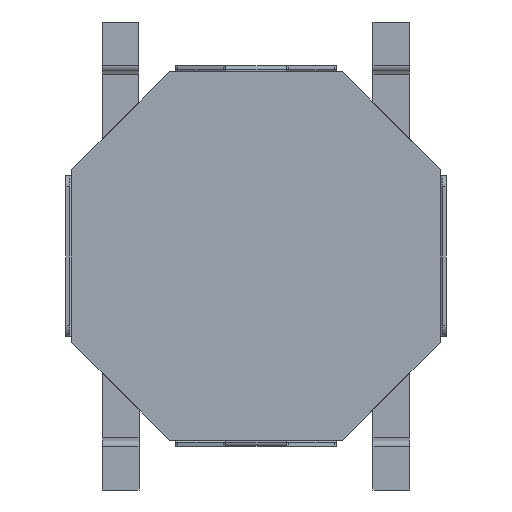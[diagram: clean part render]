
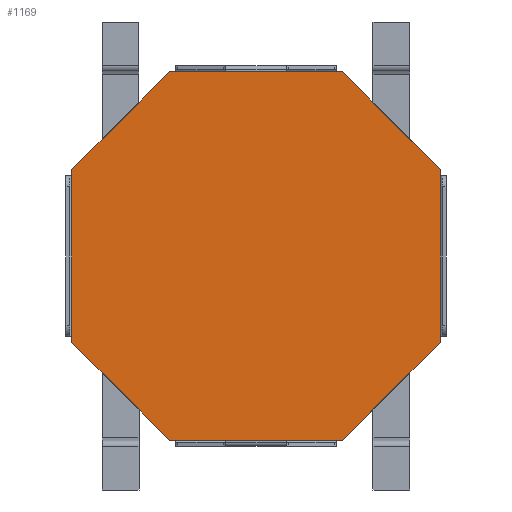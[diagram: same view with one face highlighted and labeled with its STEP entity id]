
A CAD part, front view. The second image highlights one B-rep face of the part: STEP entity #1169.
In plain terms, the highlighted planar face has unit normal (0, -1, 0).
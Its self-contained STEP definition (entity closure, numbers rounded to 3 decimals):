
#91 = EDGE_CURVE ( 'NONE', #2798, #3066, #2317, .T. ) ;
#130 = EDGE_CURVE ( 'NONE', #557, #2625, #1922, .T. ) ;
#141 = ORIENTED_EDGE ( 'NONE', *, *, #4719, .T. ) ;
#166 = CARTESIAN_POINT ( 'NONE',  ( 0., -0.5, 0. ) ) ;
#197 = ORIENTED_EDGE ( 'NONE', *, *, #4391, .T. ) ;
#319 = DIRECTION ( 'NONE',  ( 0., 0., 1. ) ) ;
#406 = VERTEX_POINT ( 'NONE', #3024 ) ;
#516 = AXIS2_PLACEMENT_3D ( 'NONE', #166, #1474, #319 ) ;
#534 = VECTOR ( 'NONE', #2966, 1000. ) ;
#557 = VERTEX_POINT ( 'NONE', #3964 ) ;
#625 = CARTESIAN_POINT ( 'NONE',  ( -1.18, -0.5, 2.52 ) ) ;
#684 = CARTESIAN_POINT ( 'NONE',  ( -2.52, -0.5, -1.18 ) ) ;
#830 = DIRECTION ( 'NONE',  ( -1., 0., 0. ) ) ;
#1124 = VECTOR ( 'NONE', #4150, 1000. ) ;
#1139 = CARTESIAN_POINT ( 'NONE',  ( 2.52, -0.5, 1.18 ) ) ;
#1169 = ADVANCED_FACE ( 'NONE', ( #1679 ), #2271, .F. ) ;
#1329 = CARTESIAN_POINT ( 'NONE',  ( 1.18, -0.5, 2.52 ) ) ;
#1364 = CARTESIAN_POINT ( 'NONE',  ( 1.18, -0.5, -2.52 ) ) ;
#1391 = DIRECTION ( 'NONE',  ( 0.707, 0., 0.707 ) ) ;
#1422 = VERTEX_POINT ( 'NONE', #625 ) ;
#1455 = DIRECTION ( 'NONE',  ( 0., 0., -1. ) ) ;
#1474 = DIRECTION ( 'NONE',  ( 0., 1., 0. ) ) ;
#1507 = VECTOR ( 'NONE', #4826, 1000. ) ;
#1679 = FACE_OUTER_BOUND ( 'NONE', #2636, .T. ) ;
#1736 = ORIENTED_EDGE ( 'NONE', *, *, #3284, .T. ) ;
#1753 = VECTOR ( 'NONE', #1930, 1000. ) ;
#1837 = CARTESIAN_POINT ( 'NONE',  ( -2.52, -0.5, -1.18 ) ) ;
#1845 = VERTEX_POINT ( 'NONE', #1329 ) ;
#1913 = CARTESIAN_POINT ( 'NONE',  ( 1.18, -0.5, -2.52 ) ) ;
#1922 = LINE ( 'NONE', #1913, #5078 ) ;
#1930 = DIRECTION ( 'NONE',  ( 0., 0., 1. ) ) ;
#2069 = CARTESIAN_POINT ( 'NONE',  ( -1.18, -0.5, 2.52 ) ) ;
#2098 = ORIENTED_EDGE ( 'NONE', *, *, #3033, .T. ) ;
#2202 = VECTOR ( 'NONE', #1455, 1000. ) ;
#2271 = PLANE ( 'NONE',  #516 ) ;
#2298 = CARTESIAN_POINT ( 'NONE',  ( -1.18, -0.5, -2.52 ) ) ;
#2317 = LINE ( 'NONE', #684, #1124 ) ;
#2326 = VECTOR ( 'NONE', #830, 1000. ) ;
#2380 = VERTEX_POINT ( 'NONE', #4820 ) ;
#2549 = CARTESIAN_POINT ( 'NONE',  ( -2.52, -0.5, -1.18 ) ) ;
#2613 = ORIENTED_EDGE ( 'NONE', *, *, #3518, .T. ) ;
#2625 = VERTEX_POINT ( 'NONE', #4541 ) ;
#2636 = EDGE_LOOP ( 'NONE', ( #2098, #3992, #2613, #3659, #3738, #141, #197, #1736 ) ) ;
#2798 = VERTEX_POINT ( 'NONE', #2549 ) ;
#2836 = LINE ( 'NONE', #1139, #1753 ) ;
#2951 = VECTOR ( 'NONE', #4180, 1000. ) ;
#2966 = DIRECTION ( 'NONE',  ( 1., 0., 0. ) ) ;
#3024 = CARTESIAN_POINT ( 'NONE',  ( -2.52, -0.5, 1.18 ) ) ;
#3033 = EDGE_CURVE ( 'NONE', #406, #2798, #3380, .T. ) ;
#3066 = VERTEX_POINT ( 'NONE', #2298 ) ;
#3072 = LINE ( 'NONE', #4935, #2951 ) ;
#3201 = CARTESIAN_POINT ( 'NONE',  ( -1.18, -0.5, 2.52 ) ) ;
#3248 = LINE ( 'NONE', #3201, #2326 ) ;
#3284 = EDGE_CURVE ( 'NONE', #1422, #406, #3630, .T. ) ;
#3380 = LINE ( 'NONE', #1837, #2202 ) ;
#3518 = EDGE_CURVE ( 'NONE', #3066, #557, #3697, .T. ) ;
#3630 = LINE ( 'NONE', #2069, #1507 ) ;
#3659 = ORIENTED_EDGE ( 'NONE', *, *, #130, .T. ) ;
#3697 = LINE ( 'NONE', #1364, #534 ) ;
#3738 = ORIENTED_EDGE ( 'NONE', *, *, #3823, .T. ) ;
#3823 = EDGE_CURVE ( 'NONE', #2625, #2380, #2836, .T. ) ;
#3964 = CARTESIAN_POINT ( 'NONE',  ( 1.18, -0.5, -2.52 ) ) ;
#3992 = ORIENTED_EDGE ( 'NONE', *, *, #91, .T. ) ;
#4150 = DIRECTION ( 'NONE',  ( 0.707, 0., -0.707 ) ) ;
#4180 = DIRECTION ( 'NONE',  ( -0.707, 0., 0.707 ) ) ;
#4391 = EDGE_CURVE ( 'NONE', #1845, #1422, #3248, .T. ) ;
#4541 = CARTESIAN_POINT ( 'NONE',  ( 2.52, -0.5, -1.18 ) ) ;
#4719 = EDGE_CURVE ( 'NONE', #2380, #1845, #3072, .T. ) ;
#4820 = CARTESIAN_POINT ( 'NONE',  ( 2.52, -0.5, 1.18 ) ) ;
#4826 = DIRECTION ( 'NONE',  ( -0.707, 0., -0.707 ) ) ;
#4935 = CARTESIAN_POINT ( 'NONE',  ( 2.52, -0.5, 1.18 ) ) ;
#5078 = VECTOR ( 'NONE', #1391, 1000. ) ;
